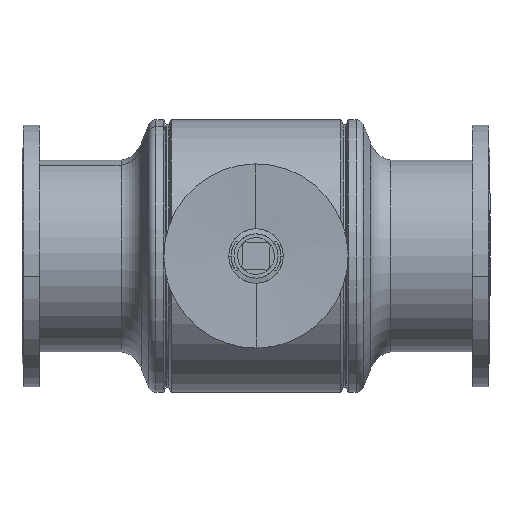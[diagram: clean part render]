
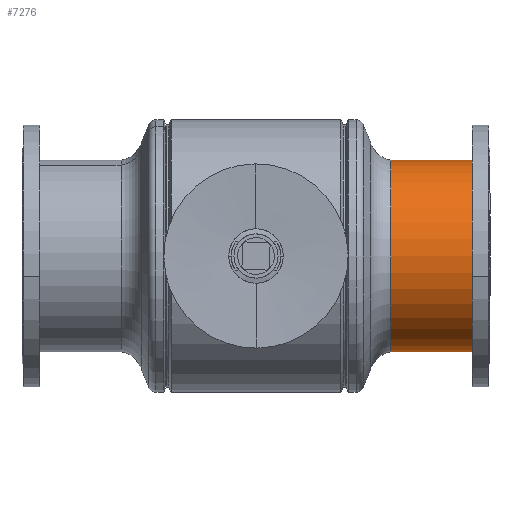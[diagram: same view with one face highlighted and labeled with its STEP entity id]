
A CAD part, front view. The second image highlights one B-rep face of the part: STEP entity #7276.
In plain terms, the highlighted cylindrical face has radius 260 mm (diameter 520 mm), a partial arc.
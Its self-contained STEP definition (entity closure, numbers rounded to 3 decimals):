
#183 = CIRCLE ( 'NONE', #561, 260. ) ;
#448 = VERTEX_POINT ( 'NONE', #5247 ) ;
#463 = DIRECTION ( 'NONE',  ( 0., -1., 0. ) ) ;
#530 = AXIS2_PLACEMENT_3D ( 'NONE', #6017, #9947, #9047 ) ;
#561 = AXIS2_PLACEMENT_3D ( 'NONE', #8602, #463, #1307 ) ;
#1195 = CYLINDRICAL_SURFACE ( 'NONE', #530, 260. ) ;
#1307 = DIRECTION ( 'NONE',  ( 0., 0., -1. ) ) ;
#2431 = VECTOR ( 'NONE', #2657, 1000. ) ;
#2532 = CIRCLE ( 'NONE', #8496, 260. ) ;
#2657 = DIRECTION ( 'NONE',  ( 0., -1., 0. ) ) ;
#2668 = CARTESIAN_POINT ( 'NONE',  ( 0., 0., -260. ) ) ;
#2938 = EDGE_CURVE ( 'NONE', #4800, #5961, #5147, .T. ) ;
#3373 = EDGE_CURVE ( 'NONE', #6385, #448, #8209, .T. ) ;
#3564 = CARTESIAN_POINT ( 'NONE',  ( 0., -291.036, -260. ) ) ;
#4307 = CARTESIAN_POINT ( 'NONE',  ( 0., -25.751, 260. ) ) ;
#4645 = ORIENTED_EDGE ( 'NONE', *, *, #3373, .F. ) ;
#4766 = DIRECTION ( 'NONE',  ( 0., 0., -1. ) ) ;
#4800 = VERTEX_POINT ( 'NONE', #5388 ) ;
#4816 = ORIENTED_EDGE ( 'NONE', *, *, #8178, .T. ) ;
#5147 = LINE ( 'NONE', #2668, #8052 ) ;
#5204 = DIRECTION ( 'NONE',  ( 0., -1., 0. ) ) ;
#5247 = CARTESIAN_POINT ( 'NONE',  ( 0., -291.036, 260. ) ) ;
#5388 = CARTESIAN_POINT ( 'NONE',  ( 0., -25.751, -260. ) ) ;
#5622 = DIRECTION ( 'NONE',  ( 0., -1., 0. ) ) ;
#5961 = VERTEX_POINT ( 'NONE', #3564 ) ;
#6017 = CARTESIAN_POINT ( 'NONE',  ( 0., 0., 0. ) ) ;
#6385 = VERTEX_POINT ( 'NONE', #4307 ) ;
#6798 = ORIENTED_EDGE ( 'NONE', *, *, #7216, .F. ) ;
#6892 = ORIENTED_EDGE ( 'NONE', *, *, #2938, .T. ) ;
#7216 = EDGE_CURVE ( 'NONE', #448, #5961, #183, .T. ) ;
#7276 = ADVANCED_FACE ( 'NONE', ( #10239 ), #1195, .T. ) ;
#8052 = VECTOR ( 'NONE', #5204, 1000. ) ;
#8073 = EDGE_LOOP ( 'NONE', ( #4645, #4816, #6892, #6798 ) ) ;
#8178 = EDGE_CURVE ( 'NONE', #6385, #4800, #2532, .T. ) ;
#8209 = LINE ( 'NONE', #9945, #2431 ) ;
#8496 = AXIS2_PLACEMENT_3D ( 'NONE', #8843, #5622, #4766 ) ;
#8602 = CARTESIAN_POINT ( 'NONE',  ( 0., -291.036, 0. ) ) ;
#8843 = CARTESIAN_POINT ( 'NONE',  ( 0., -25.751, 0. ) ) ;
#9047 = DIRECTION ( 'NONE',  ( 0., 0., -1. ) ) ;
#9945 = CARTESIAN_POINT ( 'NONE',  ( 0., 0., 260. ) ) ;
#9947 = DIRECTION ( 'NONE',  ( 0., -1., 0. ) ) ;
#10239 = FACE_OUTER_BOUND ( 'NONE', #8073, .T. ) ;
